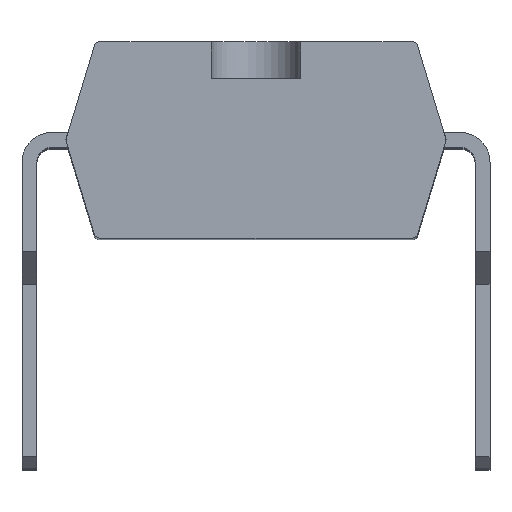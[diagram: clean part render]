
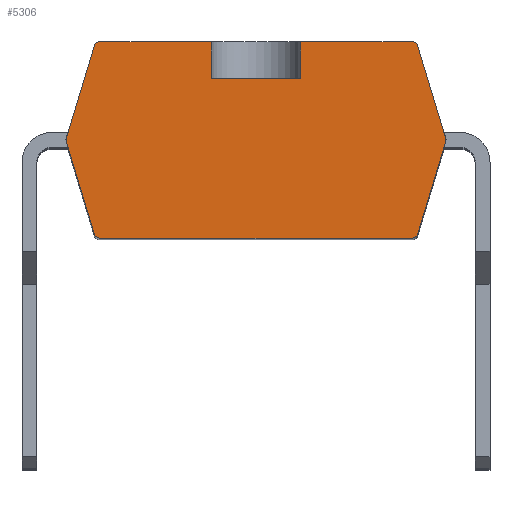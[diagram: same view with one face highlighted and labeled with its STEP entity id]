
A CAD part, top view. The second image highlights one B-rep face of the part: STEP entity #5306.
In plain terms, the highlighted planar face has unit normal (0, 0, 1).
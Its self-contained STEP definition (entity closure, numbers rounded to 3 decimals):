
#182=CIRCLE('',#5631,0.1);
#184=CIRCLE('',#5634,0.1);
#185=CIRCLE('',#5636,0.1);
#191=CIRCLE('',#5661,0.1);
#193=CIRCLE('',#5664,0.1);
#194=CIRCLE('',#5665,0.1);
#429=FACE_OUTER_BOUND('',#689,.T.);
#689=EDGE_LOOP('',(#4691,#4692,#4693,#4694,#4695,#4696,#4697,#4698,#4699,
#4700,#4701,#4702,#4703,#4704,#4705,#4706));
#712=LINE('',#7046,#1356);
#716=LINE('',#7053,#1360);
#1251=LINE('',#9361,#1895);
#1252=LINE('',#9364,#1896);
#1253=LINE('',#9366,#1897);
#1257=LINE('',#9379,#1901);
#1302=LINE('',#9484,#1946);
#1309=LINE('',#9501,#1953);
#1312=LINE('',#9511,#1956);
#1313=LINE('',#9514,#1957);
#1356=VECTOR('',#5700,1.876);
#1360=VECTOR('',#5704,1.876);
#1895=VECTOR('',#6799,0.62);
#1896=VECTOR('',#6802,0.62);
#1897=VECTOR('',#6805,1.5);
#1901=VECTOR('',#6819,1.62);
#1946=VECTOR('',#6918,1.62);
#1953=VECTOR('',#6931,1.62);
#1956=VECTOR('',#6942,5.252);
#1957=VECTOR('',#6945,1.62);
#2000=VERTEX_POINT('',#7042);
#2001=VERTEX_POINT('',#7043);
#2002=VERTEX_POINT('',#7045);
#2005=VERTEX_POINT('',#7051);
#2452=VERTEX_POINT('',#9360);
#2453=VERTEX_POINT('',#9362);
#2456=VERTEX_POINT('',#9376);
#2457=VERTEX_POINT('',#9378);
#2461=VERTEX_POINT('',#9388);
#2463=VERTEX_POINT('',#9394);
#2464=VERTEX_POINT('',#9398);
#2496=VERTEX_POINT('',#9498);
#2497=VERTEX_POINT('',#9500);
#2498=VERTEX_POINT('',#9504);
#2500=VERTEX_POINT('',#9510);
#2501=VERTEX_POINT('',#9513);
#2532=EDGE_CURVE('',#2002,#2001,#712,.T.);
#2536=EDGE_CURVE('',#2000,#2005,#716,.T.);
#3176=EDGE_CURVE('',#2452,#2000,#1251,.T.);
#3178=EDGE_CURVE('',#2001,#2453,#1252,.T.);
#3179=EDGE_CURVE('',#2453,#2452,#1253,.T.);
#3184=EDGE_CURVE('',#2457,#2456,#1257,.T.);
#3189=EDGE_CURVE('',#2461,#2457,#182,.T.);
#3193=EDGE_CURVE('',#2456,#2463,#184,.T.);
#3195=EDGE_CURVE('',#2005,#2464,#185,.T.);
#3237=EDGE_CURVE('',#2464,#2461,#1302,.T.);
#3245=EDGE_CURVE('',#2496,#2497,#1309,.T.);
#3247=EDGE_CURVE('',#2498,#2496,#191,.T.);
#3250=EDGE_CURVE('',#2500,#2463,#1312,.T.);
#3251=EDGE_CURVE('',#2497,#2500,#193,.T.);
#3252=EDGE_CURVE('',#2501,#2498,#1313,.T.);
#3253=EDGE_CURVE('',#2002,#2501,#194,.T.);
#4691=ORIENTED_EDGE('',*,*,#3176,.T.);
#4692=ORIENTED_EDGE('',*,*,#2536,.T.);
#4693=ORIENTED_EDGE('',*,*,#3195,.T.);
#4694=ORIENTED_EDGE('',*,*,#3237,.T.);
#4695=ORIENTED_EDGE('',*,*,#3189,.T.);
#4696=ORIENTED_EDGE('',*,*,#3184,.T.);
#4697=ORIENTED_EDGE('',*,*,#3193,.T.);
#4698=ORIENTED_EDGE('',*,*,#3250,.F.);
#4699=ORIENTED_EDGE('',*,*,#3251,.F.);
#4700=ORIENTED_EDGE('',*,*,#3245,.F.);
#4701=ORIENTED_EDGE('',*,*,#3247,.F.);
#4702=ORIENTED_EDGE('',*,*,#3252,.F.);
#4703=ORIENTED_EDGE('',*,*,#3253,.F.);
#4704=ORIENTED_EDGE('',*,*,#2532,.T.);
#4705=ORIENTED_EDGE('',*,*,#3178,.T.);
#4706=ORIENTED_EDGE('',*,*,#3179,.T.);
#5019=PLANE('',#5663);
#5306=ADVANCED_FACE('',(#429),#5019,.T.);
#5631=AXIS2_PLACEMENT_3D('',#9389,#6826,#6827);
#5634=AXIS2_PLACEMENT_3D('',#9396,#6834,#6835);
#5636=AXIS2_PLACEMENT_3D('',#9400,#6839,#6840);
#5661=AXIS2_PLACEMENT_3D('',#9505,#6935,#6936);
#5663=AXIS2_PLACEMENT_3D('',#9509,#6940,#6941);
#5664=AXIS2_PLACEMENT_3D('',#9512,#6943,#6944);
#5665=AXIS2_PLACEMENT_3D('',#9515,#6946,#6947);
#5700=DIRECTION('',(-1.,0.,0.));
#5704=DIRECTION('',(-1.,0.,0.));
#6799=DIRECTION('',(0.,1.,0.));
#6802=DIRECTION('',(0.,-1.,0.));
#6805=DIRECTION('',(-1.,0.,0.));
#6819=DIRECTION('',(0.29,-0.957,0.));
#6826=DIRECTION('center_axis',(0.,0.,1.));
#6827=DIRECTION('ref_axis',(-1.,0.,0.));
#6834=DIRECTION('center_axis',(0.,0.,1.));
#6835=DIRECTION('ref_axis',(-0.596,-0.803,0.));
#6839=DIRECTION('center_axis',(0.,0.,1.));
#6840=DIRECTION('ref_axis',(-0.596,0.803,0.));
#6918=DIRECTION('',(-0.29,-0.957,0.));
#6931=DIRECTION('',(-0.29,-0.957,0.));
#6935=DIRECTION('center_axis',(0.,0.,-1.));
#6936=DIRECTION('ref_axis',(1.,0.,0.));
#6940=DIRECTION('center_axis',(0.,0.,1.));
#6941=DIRECTION('ref_axis',(1.,0.,0.));
#6942=DIRECTION('',(-1.,0.,0.));
#6943=DIRECTION('center_axis',(0.,0.,-1.));
#6944=DIRECTION('ref_axis',(0.596,-0.803,0.));
#6945=DIRECTION('',(0.29,-0.957,0.));
#6946=DIRECTION('center_axis',(0.,0.,-1.));
#6947=DIRECTION('ref_axis',(0.596,0.803,0.));
#7042=CARTESIAN_POINT('',(-3.45,3.3,0.));
#7043=CARTESIAN_POINT('',(-1.95,3.3,0.));
#7045=CARTESIAN_POINT('',(-0.074,3.3,0.));
#7046=CARTESIAN_POINT('',(-0.074,3.3,0.));
#7051=CARTESIAN_POINT('',(-5.326,3.3,0.));
#7053=CARTESIAN_POINT('',(-3.45,3.3,0.));
#9360=CARTESIAN_POINT('',(-3.45,2.68,0.));
#9361=CARTESIAN_POINT('',(-3.45,2.68,0.));
#9362=CARTESIAN_POINT('',(-1.95,2.68,0.));
#9364=CARTESIAN_POINT('',(-1.95,3.3,0.));
#9366=CARTESIAN_POINT('',(-1.95,2.68,0.));
#9376=CARTESIAN_POINT('',(-5.422,0.071,0.));
#9378=CARTESIAN_POINT('',(-5.891,1.621,0.));
#9379=CARTESIAN_POINT('',(-5.891,1.621,0.));
#9388=CARTESIAN_POINT('',(-5.891,1.679,0.));
#9389=CARTESIAN_POINT('Origin',(-5.796,1.65,0.));
#9394=CARTESIAN_POINT('',(-5.326,0.,0.));
#9396=CARTESIAN_POINT('Origin',(-5.326,0.1,0.));
#9398=CARTESIAN_POINT('',(-5.422,3.229,0.));
#9400=CARTESIAN_POINT('Origin',(-5.326,3.2,0.));
#9484=CARTESIAN_POINT('',(-5.422,3.229,0.));
#9498=CARTESIAN_POINT('',(0.491,1.621,0.));
#9500=CARTESIAN_POINT('',(0.022,0.071,0.));
#9501=CARTESIAN_POINT('',(0.491,1.621,0.));
#9504=CARTESIAN_POINT('',(0.491,1.679,0.));
#9505=CARTESIAN_POINT('Origin',(0.396,1.65,0.));
#9509=CARTESIAN_POINT('Origin',(-1.263,1.65,0.));
#9510=CARTESIAN_POINT('',(-0.074,0.,0.));
#9511=CARTESIAN_POINT('',(-0.074,0.,0.));
#9512=CARTESIAN_POINT('Origin',(-0.074,0.1,0.));
#9513=CARTESIAN_POINT('',(0.022,3.229,0.));
#9514=CARTESIAN_POINT('',(0.022,3.229,0.));
#9515=CARTESIAN_POINT('Origin',(-0.074,3.2,0.));
